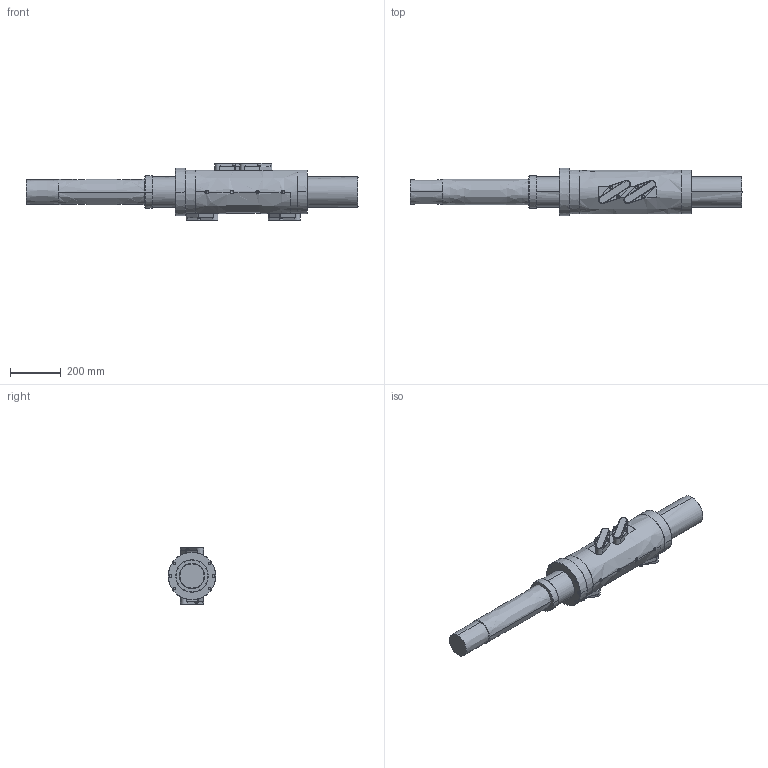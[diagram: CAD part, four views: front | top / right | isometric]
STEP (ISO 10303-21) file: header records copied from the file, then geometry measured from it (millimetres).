
FILE_DESCRIPTION((''),'2;1');
FILE_NAME('00_HSP12025FY_ASM','2022-07-13T14:13:19',('10019049'),(''),'CREO PARAMETRIC BY PTC INC, 2019080','CREO PARAMETRIC BY PTC INC, 2019080','');
FILE_SCHEMA(('CONFIG_CONTROL_DESIGN'));
Length unit declared in the file: millimetre
Products named in the file (6): NUT_HSP12025FY; SHAFT_HSP12025FY; LOCKER_HSP12025FY; __8_0001; _M820_0001; 00_HSP12025FY_ASM
Assembly tree (22 placements, depth 2):
  00_HSP12025FY_ASM
    NUT_HSP12025FY
    SHAFT_HSP12025FY
    LOCKER_HSP12025FY  x4
    __8_0001  x8
    _M820_0001  x8
Bounding box: 1309 x 188 x 227 mm (x, y, z)
Surface area: 1105994.9 mm2 (no closed solid volume)
Topology: 0 solids, 0 shells, 511 faces, 2408 edges, 2392 vertices
Faces by surface type: bspline 479, torus 32
Entity records: 22466 total; most frequent: CARTESIAN_POINT 13776, DIRECTION 1364, TRIMMED_CURVE 1110, DEFINITIONAL_REPRESENTATION 948, PCURVE 948, COMPOSITE_CURVE_SEGMENT 948, VECTOR 920, LINE 920
